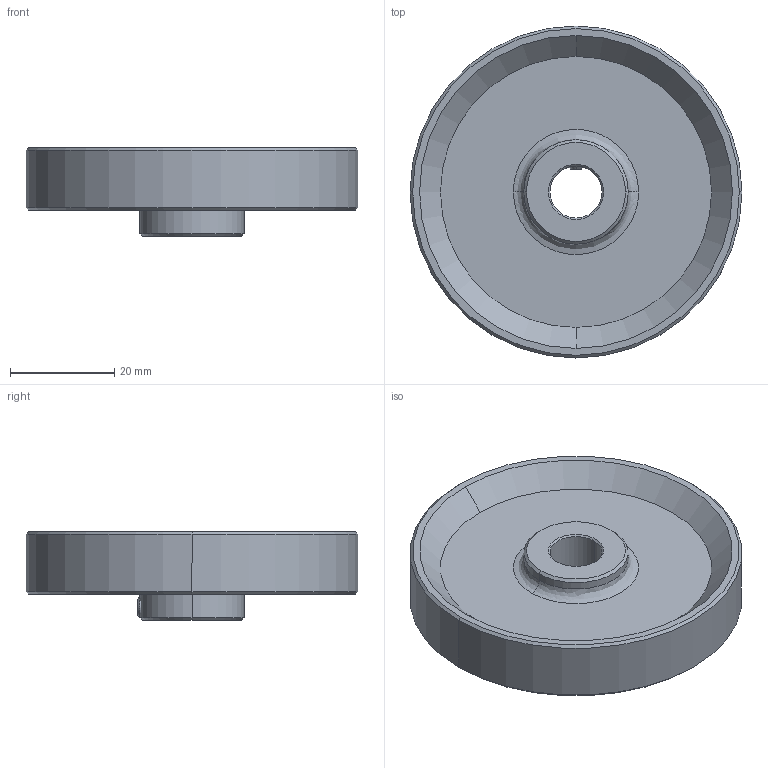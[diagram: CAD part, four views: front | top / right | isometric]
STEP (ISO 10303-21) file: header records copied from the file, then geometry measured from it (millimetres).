
FILE_DESCRIPTION (( 'STEP AP203' ), '1' );
FILE_NAME ('M075_9110-10_Alu-CrossHatched knurling.STEP', '2018-07-23T08:17:32', ( '' ), ( '' ), 'SwSTEP 2.0', 'SolidWorks 2016', '' );
FILE_SCHEMA (( 'CONFIG_CONTROL_DESIGN' ));
Length unit declared in the file: millimetre
Products named in the file (1): M075_9110-10_Alu-CrossHatched knurling
Bounding box: 63.66 x 63.66 x 17 mm (x, y, z)
Surface area: 10406.9 mm2 (no closed solid volume)
Topology: 0 solids, 2 shells, 50 faces, 109 edges, 65 vertices
Faces by surface type: cone 22, cylinder 12, plane 12, bspline 4
Entity records: 1565 total; most frequent: CARTESIAN_POINT 401, DIRECTION 241, ORIENTED_EDGE 206, EDGE_CURVE 107, AXIS2_PLACEMENT_3D 95, VERTEX_POINT 65, EDGE_LOOP 59, VECTOR 51
